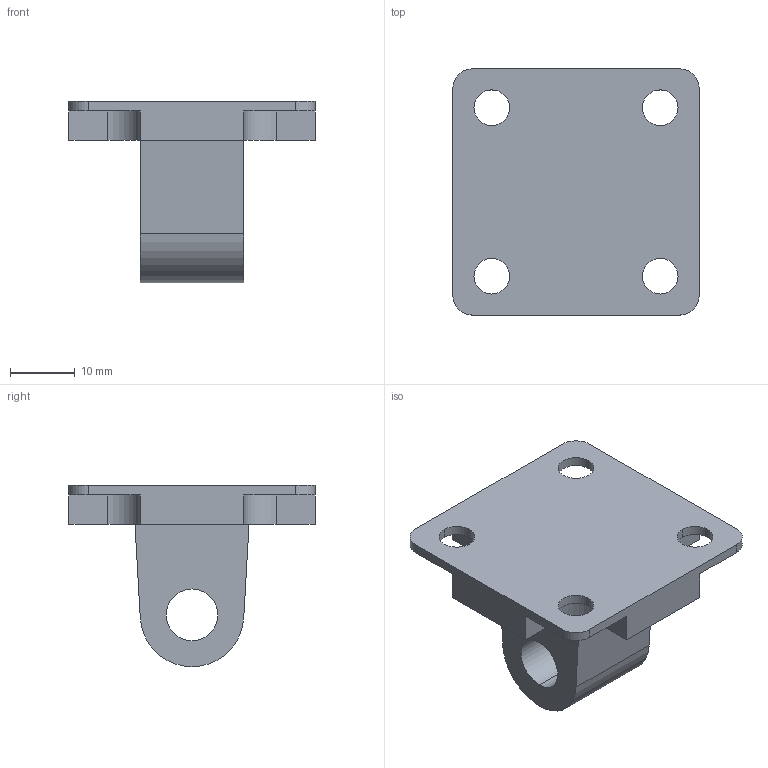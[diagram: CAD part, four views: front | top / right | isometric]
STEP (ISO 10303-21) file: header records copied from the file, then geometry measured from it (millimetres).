
FILE_DESCRIPTION(('STEP AP214'),'1');
FILE_NAME('chape_vpf-11_25.stp','2018-02-06T09:43:26',('TraceParts'),('TraceParts S.A.'),'Spatial InterOp 3D',' ',' ');
FILE_SCHEMA(('automotive_design'));
Length unit declared in the file: millimetre
Products named in the file (1): chape_vpf-11_25
Bounding box: 38 x 38 x 28 mm (x, y, z)
Volume: 10998.8 mm3; surface area: 5194.5 mm2
Topology: 1 solids, 1 shells, 42 faces, 117 edges, 78 vertices
Faces by surface type: plane 22, cylinder 20
Entity records: 1396 total; most frequent: DIRECTION 243, CARTESIAN_POINT 238, ORIENTED_EDGE 234, EDGE_CURVE 117, AXIS2_PLACEMENT_3D 83, VERTEX_POINT 78, LINE 77, VECTOR 77
